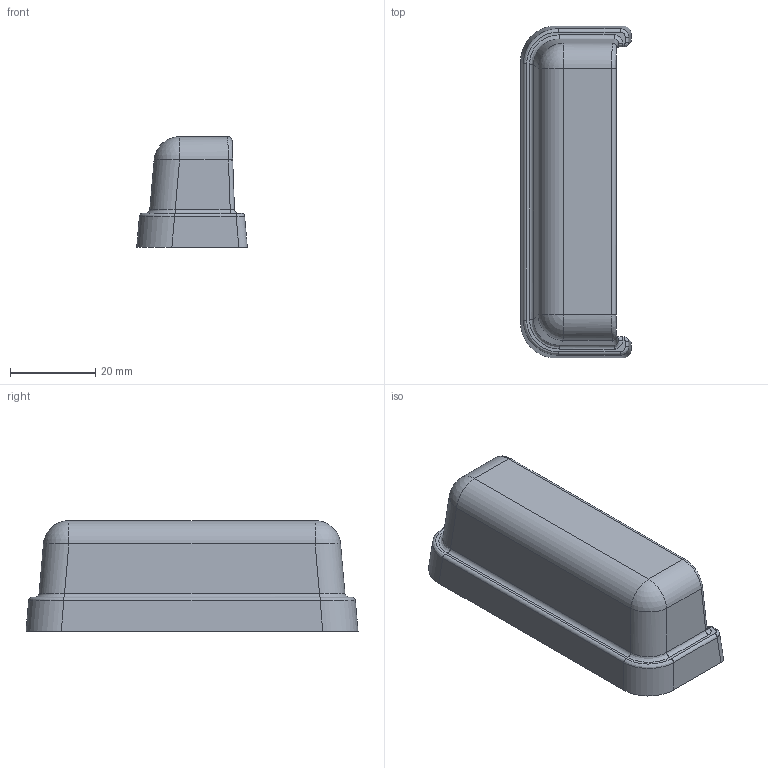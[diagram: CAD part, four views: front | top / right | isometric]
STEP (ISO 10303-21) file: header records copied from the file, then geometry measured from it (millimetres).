
FILE_DESCRIPTION(('Creo Elements/Direct Modeling STEP Export'),'2;1');
FILE_NAME('2572-78.stp','2021-07-22T14:43:02',(''),(''),'Creo Elements/Direct Modeling STEP processor for AP214 (Solid Model)','Creo Elements/Direct Modeling 20.0 12-Nov-2016 (C) Parametric Technology GmbH','');
FILE_SCHEMA(('AUTOMOTIVE_DESIGN { 1 0 10303 214 1 1 1 1 }'));
Length unit declared in the file: millimetre
Products named in the file (2): ZN-11544
Assembly tree (1 placements, depth 2):
  ZN-11544
    ZN-11544
Bounding box: 26 x 78 x 26 mm (x, y, z)
Volume: 10901.2 mm3; surface area: 8731.5 mm2
Topology: 1 solids, 1 shells, 554 faces, 1549 edges, 1008 vertices
Faces by surface type: plane 470, cylinder 44, bspline 24, cone 10, sphere 4, torus 2
Entity records: 23621 total; most frequent: CARTESIAN_POINT 9704, ORIENTED_EDGE 3082, DIRECTION 2527, EDGE_CURVE 1541, VECTOR 1401, LINE 1401, VERTEX_POINT 1008, EDGE_LOOP 573
